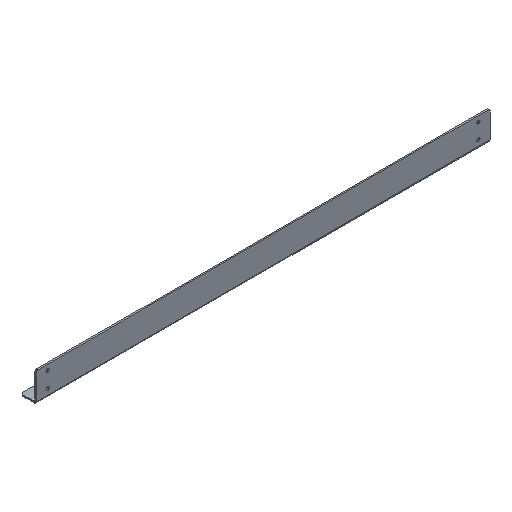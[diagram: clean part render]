
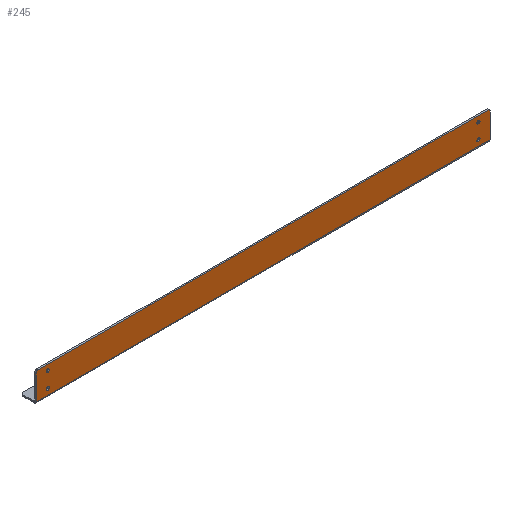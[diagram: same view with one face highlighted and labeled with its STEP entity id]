
A CAD part, isometric view. The second image highlights one B-rep face of the part: STEP entity #245.
In plain terms, the highlighted planar face has unit normal (0, -1, 0).
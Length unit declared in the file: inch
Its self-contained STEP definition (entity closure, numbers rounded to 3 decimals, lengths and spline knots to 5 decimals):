
#6 = CARTESIAN_POINT ( 'NONE',  ( -0.6495, -0.09, -1.375 ) ) ;
#7 = DIRECTION ( 'NONE',  ( 0., 0., -1. ) ) ;
#15 = AXIS2_PLACEMENT_3D ( 'NONE', #838, #841, #501 ) ;
#23 = VERTEX_POINT ( 'NONE', #670 ) ;
#25 = DIRECTION ( 'NONE',  ( 0., -1., 0. ) ) ;
#35 = CARTESIAN_POINT ( 'NONE',  ( -0.6495, -0.09, -0.375 ) ) ;
#37 = DIRECTION ( 'NONE',  ( -1., 0., 0. ) ) ;
#39 = CARTESIAN_POINT ( 'NONE',  ( -28.75, -0.09, -1.375 ) ) ;
#44 = DIRECTION ( 'NONE',  ( 1., 0., 0. ) ) ;
#45 = VERTEX_POINT ( 'NONE', #544 ) ;
#49 = CARTESIAN_POINT ( 'NONE',  ( -29.5, -0.09, -1.753 ) ) ;
#52 = ORIENTED_EDGE ( 'NONE', *, *, #611, .F. ) ;
#60 = VERTEX_POINT ( 'NONE', #557 ) ;
#61 = CARTESIAN_POINT ( 'NONE',  ( -0.8505, -0.09, -1.375 ) ) ;
#79 = EDGE_CURVE ( 'NONE', #213, #574, #843, .T. ) ;
#89 = VECTOR ( 'NONE', #105, 39.37008 ) ;
#100 = CIRCLE ( 'NONE', #469, 0.1005 ) ;
#105 = DIRECTION ( 'NONE',  ( 1., 0., 0. ) ) ;
#106 = CARTESIAN_POINT ( 'NONE',  ( -29.5, -0.09, 0. ) ) ;
#119 = EDGE_CURVE ( 'NONE', #630, #234, #281, .T. ) ;
#141 = AXIS2_PLACEMENT_3D ( 'NONE', #39, #243, #44 ) ;
#142 = CIRCLE ( 'NONE', #635, 0.1005 ) ;
#143 = DIRECTION ( 'NONE',  ( 0., -1., 0. ) ) ;
#146 = CARTESIAN_POINT ( 'NONE',  ( -0.125, -0.09, 0. ) ) ;
#164 = EDGE_CURVE ( 'NONE', #23, #45, #100, .T. ) ;
#167 = AXIS2_PLACEMENT_3D ( 'NONE', #476, #275, #629 ) ;
#168 = ORIENTED_EDGE ( 'NONE', *, *, #666, .F. ) ;
#176 = DIRECTION ( 'NONE',  ( 1., 0., 0. ) ) ;
#179 = EDGE_CURVE ( 'NONE', #60, #709, #552, .T. ) ;
#186 = LINE ( 'NONE', #714, #211 ) ;
#190 = EDGE_LOOP ( 'NONE', ( #496, #372, #301, #437, #731, #662 ) ) ;
#192 = EDGE_LOOP ( 'NONE', ( #747, #168 ) ) ;
#193 = VECTOR ( 'NONE', #420, 39.37008 ) ;
#195 = AXIS2_PLACEMENT_3D ( 'NONE', #690, #25, #299 ) ;
#208 = AXIS2_PLACEMENT_3D ( 'NONE', #300, #231, #176 ) ;
#211 = VECTOR ( 'NONE', #865, 39.37008 ) ;
#213 = VERTEX_POINT ( 'NONE', #513 ) ;
#217 = EDGE_CURVE ( 'NONE', #330, #474, #566, .T. ) ;
#219 = CARTESIAN_POINT ( 'NONE',  ( 0., -0.09, 0. ) ) ;
#227 = LINE ( 'NONE', #106, #798 ) ;
#230 = LINE ( 'NONE', #638, #89 ) ;
#231 = DIRECTION ( 'NONE',  ( 0., -1., 0. ) ) ;
#234 = VERTEX_POINT ( 'NONE', #35 ) ;
#235 = CARTESIAN_POINT ( 'NONE',  ( -0.125, -0.09, -0.125 ) ) ;
#241 = EDGE_CURVE ( 'NONE', #45, #23, #383, .T. ) ;
#243 = DIRECTION ( 'NONE',  ( 0., -1., 0. ) ) ;
#245 = ADVANCED_FACE ( 'NONE', ( #569, #648, #835, #436, #445 ), #708, .T. ) ;
#254 = VERTEX_POINT ( 'NONE', #49 ) ;
#273 = EDGE_CURVE ( 'NONE', #474, #330, #439, .T. ) ;
#274 = CARTESIAN_POINT ( 'NONE',  ( -29.5, -0.09, -0.125 ) ) ;
#275 = DIRECTION ( 'NONE',  ( 0., -1., 0. ) ) ;
#281 = CIRCLE ( 'NONE', #167, 0.1005 ) ;
#291 = CARTESIAN_POINT ( 'NONE',  ( 0., -0.09, -1.753 ) ) ;
#292 = DIRECTION ( 'NONE',  ( 0., -1., 0. ) ) ;
#297 = CIRCLE ( 'NONE', #813, 0.1005 ) ;
#299 = DIRECTION ( 'NONE',  ( -1., 0., 0. ) ) ;
#300 = CARTESIAN_POINT ( 'NONE',  ( -28.75, -0.09, -0.375 ) ) ;
#301 = ORIENTED_EDGE ( 'NONE', *, *, #333, .F. ) ;
#308 = DIRECTION ( 'NONE',  ( 0., 0., -1. ) ) ;
#310 = EDGE_LOOP ( 'NONE', ( #514, #353 ) ) ;
#330 = VERTEX_POINT ( 'NONE', #632 ) ;
#333 = EDGE_CURVE ( 'NONE', #254, #574, #227, .T. ) ;
#335 = ORIENTED_EDGE ( 'NONE', *, *, #119, .F. ) ;
#347 = DIRECTION ( 'NONE',  ( -1., 0., 0. ) ) ;
#353 = ORIENTED_EDGE ( 'NONE', *, *, #273, .F. ) ;
#369 = AXIS2_PLACEMENT_3D ( 'NONE', #673, #292, #7 ) ;
#372 = ORIENTED_EDGE ( 'NONE', *, *, #79, .T. ) ;
#375 = DIRECTION ( 'NONE',  ( 0., 0., 1. ) ) ;
#380 = ORIENTED_EDGE ( 'NONE', *, *, #164, .F. ) ;
#383 = CIRCLE ( 'NONE', #208, 0.1005 ) ;
#420 = DIRECTION ( 'NONE',  ( 0., 0., -1. ) ) ;
#436 = FACE_BOUND ( 'NONE', #310, .T. ) ;
#437 = ORIENTED_EDGE ( 'NONE', *, *, #821, .T. ) ;
#439 = CIRCLE ( 'NONE', #141, 0.1005 ) ;
#445 = FACE_OUTER_BOUND ( 'NONE', #190, .T. ) ;
#469 = AXIS2_PLACEMENT_3D ( 'NONE', #805, #143, #678 ) ;
#474 = VERTEX_POINT ( 'NONE', #659 ) ;
#476 = CARTESIAN_POINT ( 'NONE',  ( -0.75, -0.09, -0.375 ) ) ;
#484 = CIRCLE ( 'NONE', #195, 0.1005 ) ;
#496 = ORIENTED_EDGE ( 'NONE', *, *, #658, .F. ) ;
#497 = DIRECTION ( 'NONE',  ( 0., -1., 0. ) ) ;
#501 = DIRECTION ( 'NONE',  ( 1., 0., 0. ) ) ;
#513 = CARTESIAN_POINT ( 'NONE',  ( -29.375, -0.09, 0. ) ) ;
#514 = ORIENTED_EDGE ( 'NONE', *, *, #217, .F. ) ;
#534 = EDGE_LOOP ( 'NONE', ( #52, #335 ) ) ;
#544 = CARTESIAN_POINT ( 'NONE',  ( -28.6495, -0.09, -0.375 ) ) ;
#552 = LINE ( 'NONE', #219, #193 ) ;
#557 = CARTESIAN_POINT ( 'NONE',  ( 0., -0.09, -0.125 ) ) ;
#558 = VERTEX_POINT ( 'NONE', #6 ) ;
#566 = CIRCLE ( 'NONE', #15, 0.1005 ) ;
#569 = FACE_BOUND ( 'NONE', #192, .T. ) ;
#574 = VERTEX_POINT ( 'NONE', #274 ) ;
#575 = CARTESIAN_POINT ( 'NONE',  ( -0.8505, -0.09, -0.375 ) ) ;
#586 = VERTEX_POINT ( 'NONE', #146 ) ;
#611 = EDGE_CURVE ( 'NONE', #234, #630, #297, .T. ) ;
#629 = DIRECTION ( 'NONE',  ( -1., 0., 0. ) ) ;
#630 = VERTEX_POINT ( 'NONE', #575 ) ;
#632 = CARTESIAN_POINT ( 'NONE',  ( -28.6495, -0.09, -1.375 ) ) ;
#635 = AXIS2_PLACEMENT_3D ( 'NONE', #761, #833, #37 ) ;
#638 = CARTESIAN_POINT ( 'NONE',  ( 0., -0.09, 0. ) ) ;
#639 = EDGE_CURVE ( 'NONE', #60, #586, #844, .T. ) ;
#640 = CARTESIAN_POINT ( 'NONE',  ( 0., -0.09, 0. ) ) ;
#648 = FACE_BOUND ( 'NONE', #534, .T. ) ;
#658 = EDGE_CURVE ( 'NONE', #213, #586, #230, .T. ) ;
#659 = CARTESIAN_POINT ( 'NONE',  ( -28.8505, -0.09, -1.375 ) ) ;
#662 = ORIENTED_EDGE ( 'NONE', *, *, #639, .T. ) ;
#666 = EDGE_CURVE ( 'NONE', #820, #558, #142, .T. ) ;
#670 = CARTESIAN_POINT ( 'NONE',  ( -28.8505, -0.09, -0.375 ) ) ;
#673 = CARTESIAN_POINT ( 'NONE',  ( -29.375, -0.09, -0.125 ) ) ;
#678 = DIRECTION ( 'NONE',  ( 1., 0., 0. ) ) ;
#690 = CARTESIAN_POINT ( 'NONE',  ( -0.75, -0.09, -1.375 ) ) ;
#694 = DIRECTION ( 'NONE',  ( 0., -1., 0. ) ) ;
#700 = AXIS2_PLACEMENT_3D ( 'NONE', #640, #694, #308 ) ;
#702 = DIRECTION ( 'NONE',  ( 0., 0., -1. ) ) ;
#707 = EDGE_CURVE ( 'NONE', #558, #820, #484, .T. ) ;
#708 = PLANE ( 'NONE',  #700 ) ;
#709 = VERTEX_POINT ( 'NONE', #291 ) ;
#710 = ORIENTED_EDGE ( 'NONE', *, *, #241, .F. ) ;
#714 = CARTESIAN_POINT ( 'NONE',  ( -29.5, -0.09, -1.753 ) ) ;
#731 = ORIENTED_EDGE ( 'NONE', *, *, #179, .F. ) ;
#741 = DIRECTION ( 'NONE',  ( 0., -1., 0. ) ) ;
#747 = ORIENTED_EDGE ( 'NONE', *, *, #707, .F. ) ;
#761 = CARTESIAN_POINT ( 'NONE',  ( -0.75, -0.09, -1.375 ) ) ;
#784 = AXIS2_PLACEMENT_3D ( 'NONE', #235, #497, #702 ) ;
#798 = VECTOR ( 'NONE', #375, 39.37008 ) ;
#805 = CARTESIAN_POINT ( 'NONE',  ( -28.75, -0.09, -0.375 ) ) ;
#808 = EDGE_LOOP ( 'NONE', ( #710, #380 ) ) ;
#810 = CARTESIAN_POINT ( 'NONE',  ( -0.75, -0.09, -0.375 ) ) ;
#813 = AXIS2_PLACEMENT_3D ( 'NONE', #810, #741, #347 ) ;
#820 = VERTEX_POINT ( 'NONE', #61 ) ;
#821 = EDGE_CURVE ( 'NONE', #254, #709, #186, .T. ) ;
#833 = DIRECTION ( 'NONE',  ( 0., -1., 0. ) ) ;
#835 = FACE_BOUND ( 'NONE', #808, .T. ) ;
#838 = CARTESIAN_POINT ( 'NONE',  ( -28.75, -0.09, -1.375 ) ) ;
#841 = DIRECTION ( 'NONE',  ( 0., -1., 0. ) ) ;
#843 = CIRCLE ( 'NONE', #369, 0.125 ) ;
#844 = CIRCLE ( 'NONE', #784, 0.125 ) ;
#865 = DIRECTION ( 'NONE',  ( 1., 0., 0. ) ) ;
